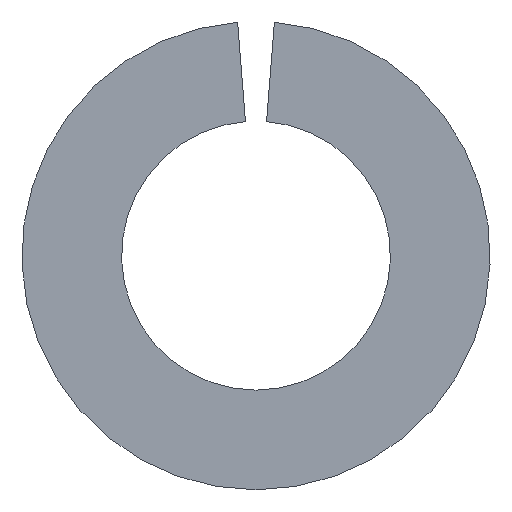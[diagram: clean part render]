
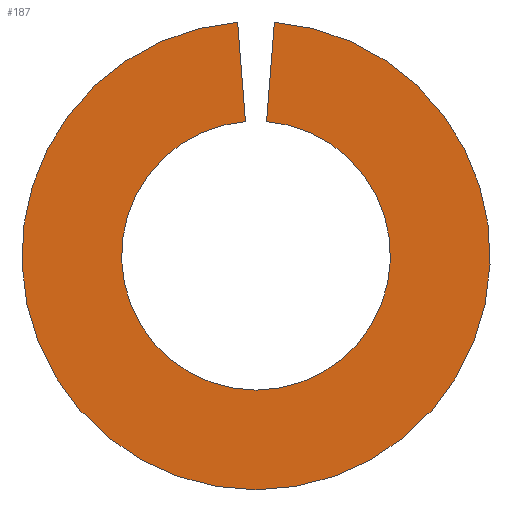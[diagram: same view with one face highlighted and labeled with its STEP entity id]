
A CAD part, left-side view. The second image highlights one B-rep face of the part: STEP entity #187.
In plain terms, the highlighted planar face has unit normal (-1, 0, 0).
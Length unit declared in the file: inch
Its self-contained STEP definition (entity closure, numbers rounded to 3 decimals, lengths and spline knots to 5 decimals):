
#1 = DIRECTION ( 'NONE',  ( 0., 0., 1. ) ) ;
#13 = CARTESIAN_POINT ( 'NONE',  ( -0.025, -0.00471, 0.05982 ) ) ;
#19 = CARTESIAN_POINT ( 'NONE',  ( -0.025, 0.00064, 0.00817 ) ) ;
#23 = DIRECTION ( 'NONE',  ( -1., 0., 0. ) ) ;
#31 = DIRECTION ( 'NONE',  ( 0., -0.078, 0.997 ) ) ;
#33 = LINE ( 'NONE', #19, #202 ) ;
#36 = DIRECTION ( 'NONE',  ( -1., 0., 0. ) ) ;
#37 = CARTESIAN_POINT ( 'NONE',  ( -0.025, 0.00471, 0.05982 ) ) ;
#39 = VECTOR ( 'NONE', #31, 39.37008 ) ;
#43 = DIRECTION ( 'NONE',  ( 0., 0., 1. ) ) ;
#50 = VERTEX_POINT ( 'NONE', #152 ) ;
#59 = AXIS2_PLACEMENT_3D ( 'NONE', #185, #88, #198 ) ;
#73 = ORIENTED_EDGE ( 'NONE', *, *, #181, .F. ) ;
#88 = DIRECTION ( 'NONE',  ( 1., 0., 0. ) ) ;
#94 = AXIS2_PLACEMENT_3D ( 'NONE', #186, #23, #43 ) ;
#98 = ORIENTED_EDGE ( 'NONE', *, *, #108, .F. ) ;
#107 = ORIENTED_EDGE ( 'NONE', *, *, #155, .T. ) ;
#108 = EDGE_CURVE ( 'NONE', #132, #131, #126, .T. ) ;
#109 = AXIS2_PLACEMENT_3D ( 'NONE', #134, #36, #1 ) ;
#125 = EDGE_LOOP ( 'NONE', ( #73, #107, #160, #98 ) ) ;
#126 = LINE ( 'NONE', #130, #39 ) ;
#130 = CARTESIAN_POINT ( 'NONE',  ( -0.025, 0.00064, -0.00817 ) ) ;
#131 = VERTEX_POINT ( 'NONE', #211 ) ;
#132 = VERTEX_POINT ( 'NONE', #13 ) ;
#134 = CARTESIAN_POINT ( 'NONE',  ( -0.025, 0., 0. ) ) ;
#136 = DIRECTION ( 'NONE',  ( 0., 0.078, 0.997 ) ) ;
#145 = CIRCLE ( 'NONE', #94, 0.1045 ) ;
#152 = CARTESIAN_POINT ( 'NONE',  ( -0.025, 0.0082, 0.10418 ) ) ;
#155 = EDGE_CURVE ( 'NONE', #177, #50, #33, .T. ) ;
#160 = ORIENTED_EDGE ( 'NONE', *, *, #207, .T. ) ;
#162 = FACE_OUTER_BOUND ( 'NONE', #125, .T. ) ;
#169 = PLANE ( 'NONE',  #59 ) ;
#177 = VERTEX_POINT ( 'NONE', #37 ) ;
#181 = EDGE_CURVE ( 'NONE', #177, #132, #193, .T. ) ;
#185 = CARTESIAN_POINT ( 'NONE',  ( -0.025, 0.1045, 0. ) ) ;
#186 = CARTESIAN_POINT ( 'NONE',  ( -0.025, 0., 0. ) ) ;
#187 = ADVANCED_FACE ( 'NONE', ( #162 ), #169, .F. ) ;
#193 = CIRCLE ( 'NONE', #109, 0.06 ) ;
#198 = DIRECTION ( 'NONE',  ( 0., 0., -1. ) ) ;
#202 = VECTOR ( 'NONE', #136, 39.37008 ) ;
#207 = EDGE_CURVE ( 'NONE', #50, #131, #145, .T. ) ;
#211 = CARTESIAN_POINT ( 'NONE',  ( -0.025, -0.0082, 0.10418 ) ) ;
